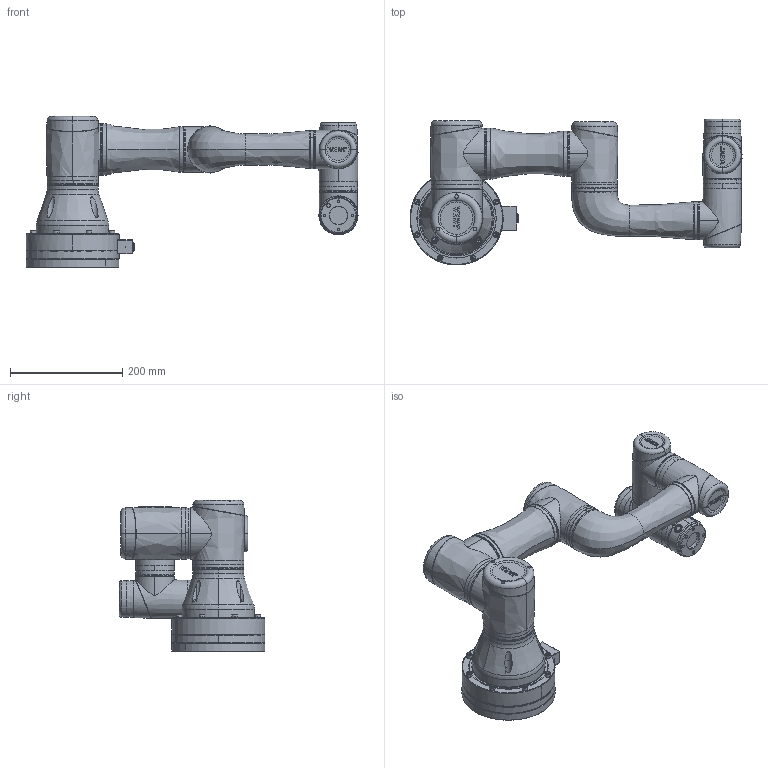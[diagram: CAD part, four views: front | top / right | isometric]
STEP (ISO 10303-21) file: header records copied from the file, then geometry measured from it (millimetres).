
FILE_DESCRIPTION (( 'STEP AP214' ), '1' );
FILE_NAME ('Zu 3 sp 211210.STEP', '2021-12-10T02:18:41', ( 'Jiaxin' ), ( '' ), 'SwSTEP 2.0', 'SolidWorks 2016', '' );
FILE_SCHEMA (( 'AUTOMOTIVE_DESIGN' ));
Length unit declared in the file: millimetre
Products named in the file (13): M6x20_默认; M6x55_默认; Flange_01_默认; sp_01_默认; Zu 3; Zu 3 06_默认; Zu 3 05_默认; Zu 3 04_默认; Zu 3 03_默认; Zu 3 02_默认; Zu 3 01_默认; Zu 3 00_默认; Zu 3 sp 211210
Assembly tree (22 placements, depth 3):
  Zu 3 sp 211210
    Zu 3
      Zu 3 00_默认
      Zu 3 01_默认
      Zu 3 02_默认
      Zu 3 03_默认
      Zu 3 04_默认
      Zu 3 05_默认
      Zu 3 06_默认
    sp_01_默认
    Flange_01_默认
    M6x55_默认  x8
    M6x20_默认  x4
Bounding box: 591.89 x 260.01 x 269.55 mm (x, y, z)
Volume: 7313242.7 mm3; surface area: 724314.6 mm2
Topology: 34 solids, 34 shells, 1548 faces, 3768 edges, 2420 vertices
Faces by surface type: plane 658, cylinder 601, bspline 118, cone 115, torus 56
Entity records: 69362 total; most frequent: CARTESIAN_POINT 24316, DIRECTION 6469, ORIENTED_EDGE 6352, EDGE_CURVE 3176, AXIS2_PLACEMENT_3D 2487, VERTEX_POINT 2090, EDGE_LOOP 1552, VECTOR 1495
